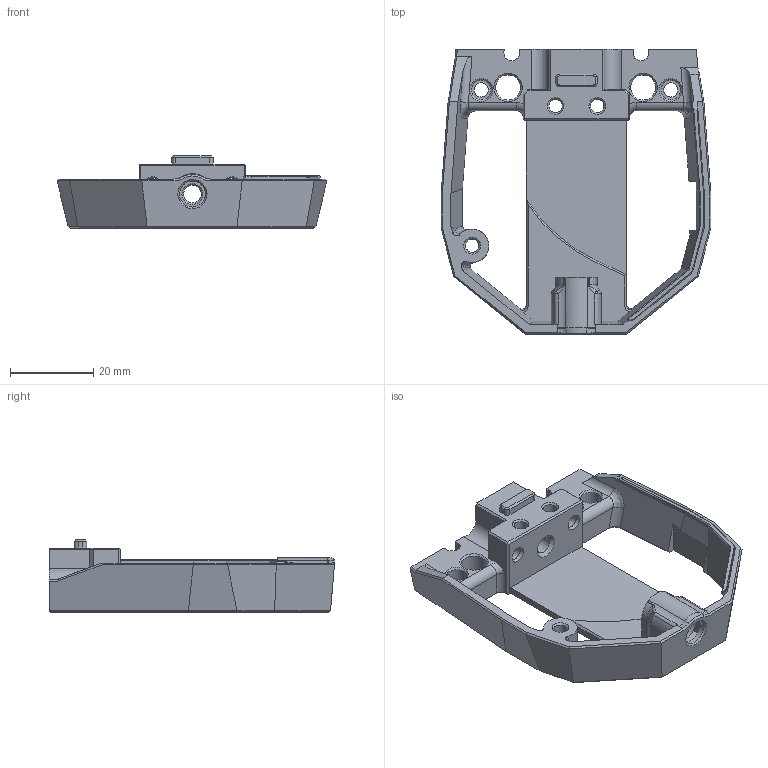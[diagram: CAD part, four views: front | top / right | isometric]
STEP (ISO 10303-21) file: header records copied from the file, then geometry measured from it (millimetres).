
FILE_DESCRIPTION(/* description */ (''),/* implementation_level */ '2;1');
FILE_NAME(/* name */ 'Front_Body.stp',/* time_stamp */ '2022-07-14T15:36:27+02:00',/* author */ ('Rama'),/* organization */ (''),/* preprocessor_version */ 'ST-DEVELOPER v18.1',/* originating_system */ 'Autodesk Inventor 2022',/* authorisation */ '');
FILE_SCHEMA (('AUTOMOTIVE_DESIGN { 1 0 10303 214 3 1 1 }'));
Length unit declared in the file: millimetre
Products named in the file (1): Front_Body
Bounding box: 64.72 x 68.55 x 17.43 mm (x, y, z)
Volume: 15824 mm3; surface area: 11842.6 mm2
Topology: 1 solids, 1 shells, 368 faces, 956 edges, 594 vertices
Faces by surface type: plane 233, cylinder 59, bspline 34, cone 33, torus 7, sphere 2
Full cylindrical faces by diameter (mm): 3.2 x5, 3.4 x2, 4.2 x2, 4.7 x2, 5.8 x3, 6 x2, 6.2 x1, 8.2 x1
Entity records: 11974 total; most frequent: CARTESIAN_POINT 3006, ORIENTED_EDGE 1910, DIRECTION 1761, EDGE_CURVE 955, LINE 671, VECTOR 671, VERTEX_POINT 594, AXIS2_PLACEMENT_3D 545
